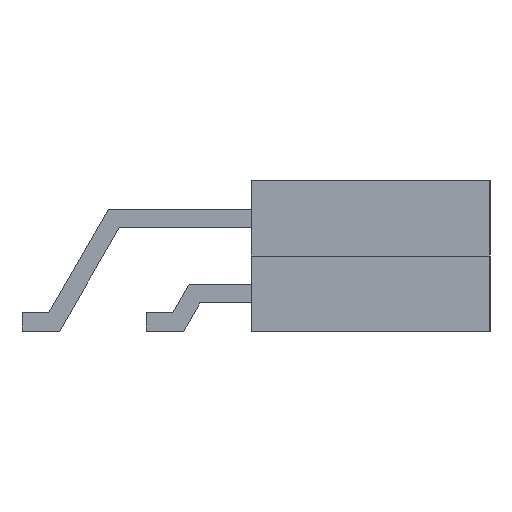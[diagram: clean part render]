
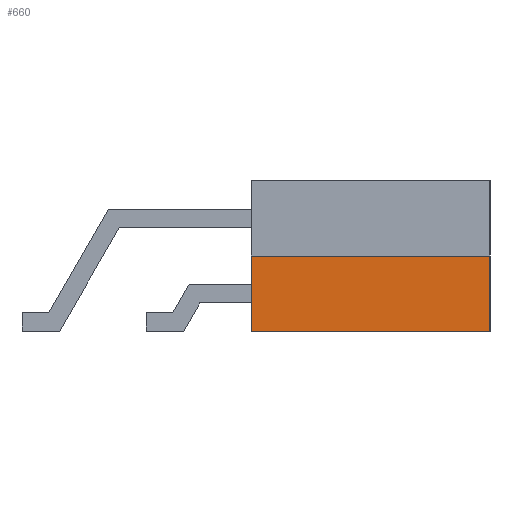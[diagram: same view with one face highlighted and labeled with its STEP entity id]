
A CAD part, left-side view. The second image highlights one B-rep face of the part: STEP entity #660.
In plain terms, the highlighted planar face has unit normal (-1, 0, 0).
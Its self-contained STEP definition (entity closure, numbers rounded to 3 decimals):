
#51 = PLANE('',#52);
#52 = AXIS2_PLACEMENT_3D('',#53,#54,#55);
#53 = CARTESIAN_POINT('',(1.25,0.,0.));
#54 = DIRECTION('',(0.,-1.,0.));
#55 = DIRECTION('',(-1.,0.,0.));
#190 = VERTEX_POINT('',#191);
#191 = CARTESIAN_POINT('',(-0.75,0.,2.));
#205 = PLANE('',#206);
#206 = AXIS2_PLACEMENT_3D('',#207,#208,#209);
#207 = CARTESIAN_POINT('',(-0.75,0.,2.));
#208 = DIRECTION('',(0.,0.,1.));
#209 = DIRECTION('',(1.,0.,0.));
#217 = EDGE_CURVE('',#218,#190,#220,.T.);
#218 = VERTEX_POINT('',#219);
#219 = CARTESIAN_POINT('',(-0.75,0.,0.));
#220 = SURFACE_CURVE('',#221,(#225,#232),.PCURVE_S1.);
#221 = LINE('',#222,#223);
#222 = CARTESIAN_POINT('',(-0.75,0.,0.));
#223 = VECTOR('',#224,1.);
#224 = DIRECTION('',(0.,0.,1.));
#225 = PCURVE('',#51,#226);
#226 = DEFINITIONAL_REPRESENTATION('',(#227),#231);
#227 = LINE('',#228,#229);
#228 = CARTESIAN_POINT('',(2.,0.));
#229 = VECTOR('',#230,1.);
#230 = DIRECTION('',(0.,-1.));
#231 = ( GEOMETRIC_REPRESENTATION_CONTEXT(2) 
PARAMETRIC_REPRESENTATION_CONTEXT() REPRESENTATION_CONTEXT('2D SPACE',''
  ) );
#232 = PCURVE('',#233,#238);
#233 = PLANE('',#234);
#234 = AXIS2_PLACEMENT_3D('',#235,#236,#237);
#235 = CARTESIAN_POINT('',(-0.75,0.,0.));
#236 = DIRECTION('',(-1.,0.,0.));
#237 = DIRECTION('',(0.,1.,0.));
#238 = DEFINITIONAL_REPRESENTATION('',(#239),#243);
#239 = LINE('',#240,#241);
#240 = CARTESIAN_POINT('',(0.,0.));
#241 = VECTOR('',#242,1.);
#242 = DIRECTION('',(0.,-1.));
#243 = ( GEOMETRIC_REPRESENTATION_CONTEXT(2) 
PARAMETRIC_REPRESENTATION_CONTEXT() REPRESENTATION_CONTEXT('2D SPACE',''
  ) );
#259 = PLANE('',#260);
#260 = AXIS2_PLACEMENT_3D('',#261,#262,#263);
#261 = CARTESIAN_POINT('',(-0.75,0.,0.));
#262 = DIRECTION('',(0.,0.,1.));
#263 = DIRECTION('',(1.,0.,0.));
#508 = PLANE('',#509);
#509 = AXIS2_PLACEMENT_3D('',#510,#511,#512);
#510 = CARTESIAN_POINT('',(-0.75,6.35,0.));
#511 = DIRECTION('',(0.,1.,0.));
#512 = DIRECTION('',(1.,0.,0.));
#566 = EDGE_CURVE('',#218,#567,#569,.T.);
#567 = VERTEX_POINT('',#568);
#568 = CARTESIAN_POINT('',(-0.75,6.35,0.));
#569 = SURFACE_CURVE('',#570,(#574,#581),.PCURVE_S1.);
#570 = LINE('',#571,#572);
#571 = CARTESIAN_POINT('',(-0.75,0.,0.));
#572 = VECTOR('',#573,1.);
#573 = DIRECTION('',(0.,1.,0.));
#574 = PCURVE('',#259,#575);
#575 = DEFINITIONAL_REPRESENTATION('',(#576),#580);
#576 = LINE('',#577,#578);
#577 = CARTESIAN_POINT('',(0.,0.));
#578 = VECTOR('',#579,1.);
#579 = DIRECTION('',(0.,1.));
#580 = ( GEOMETRIC_REPRESENTATION_CONTEXT(2) 
PARAMETRIC_REPRESENTATION_CONTEXT() REPRESENTATION_CONTEXT('2D SPACE',''
  ) );
#581 = PCURVE('',#233,#582);
#582 = DEFINITIONAL_REPRESENTATION('',(#583),#587);
#583 = LINE('',#584,#585);
#584 = CARTESIAN_POINT('',(0.,0.));
#585 = VECTOR('',#586,1.);
#586 = DIRECTION('',(1.,0.));
#587 = ( GEOMETRIC_REPRESENTATION_CONTEXT(2) 
PARAMETRIC_REPRESENTATION_CONTEXT() REPRESENTATION_CONTEXT('2D SPACE',''
  ) );
#615 = EDGE_CURVE('',#190,#616,#618,.T.);
#616 = VERTEX_POINT('',#617);
#617 = CARTESIAN_POINT('',(-0.75,6.35,2.));
#618 = SURFACE_CURVE('',#619,(#623,#630),.PCURVE_S1.);
#619 = LINE('',#620,#621);
#620 = CARTESIAN_POINT('',(-0.75,0.,2.));
#621 = VECTOR('',#622,1.);
#622 = DIRECTION('',(0.,1.,0.));
#623 = PCURVE('',#205,#624);
#624 = DEFINITIONAL_REPRESENTATION('',(#625),#629);
#625 = LINE('',#626,#627);
#626 = CARTESIAN_POINT('',(0.,0.));
#627 = VECTOR('',#628,1.);
#628 = DIRECTION('',(0.,1.));
#629 = ( GEOMETRIC_REPRESENTATION_CONTEXT(2) 
PARAMETRIC_REPRESENTATION_CONTEXT() REPRESENTATION_CONTEXT('2D SPACE',''
  ) );
#630 = PCURVE('',#233,#631);
#631 = DEFINITIONAL_REPRESENTATION('',(#632),#636);
#632 = LINE('',#633,#634);
#633 = CARTESIAN_POINT('',(0.,-2.));
#634 = VECTOR('',#635,1.);
#635 = DIRECTION('',(1.,0.));
#636 = ( GEOMETRIC_REPRESENTATION_CONTEXT(2) 
PARAMETRIC_REPRESENTATION_CONTEXT() REPRESENTATION_CONTEXT('2D SPACE',''
  ) );
#660 = ADVANCED_FACE('',(#661),#233,.T.);
#661 = FACE_BOUND('',#662,.T.);
#662 = EDGE_LOOP('',(#663,#664,#665,#686));
#663 = ORIENTED_EDGE('',*,*,#217,.T.);
#664 = ORIENTED_EDGE('',*,*,#615,.T.);
#665 = ORIENTED_EDGE('',*,*,#666,.F.);
#666 = EDGE_CURVE('',#567,#616,#667,.T.);
#667 = SURFACE_CURVE('',#668,(#672,#679),.PCURVE_S1.);
#668 = LINE('',#669,#670);
#669 = CARTESIAN_POINT('',(-0.75,6.35,0.));
#670 = VECTOR('',#671,1.);
#671 = DIRECTION('',(0.,0.,1.));
#672 = PCURVE('',#233,#673);
#673 = DEFINITIONAL_REPRESENTATION('',(#674),#678);
#674 = LINE('',#675,#676);
#675 = CARTESIAN_POINT('',(6.35,0.));
#676 = VECTOR('',#677,1.);
#677 = DIRECTION('',(0.,-1.));
#678 = ( GEOMETRIC_REPRESENTATION_CONTEXT(2) 
PARAMETRIC_REPRESENTATION_CONTEXT() REPRESENTATION_CONTEXT('2D SPACE',''
  ) );
#679 = PCURVE('',#508,#680);
#680 = DEFINITIONAL_REPRESENTATION('',(#681),#685);
#681 = LINE('',#682,#683);
#682 = CARTESIAN_POINT('',(0.,0.));
#683 = VECTOR('',#684,1.);
#684 = DIRECTION('',(0.,-1.));
#685 = ( GEOMETRIC_REPRESENTATION_CONTEXT(2) 
PARAMETRIC_REPRESENTATION_CONTEXT() REPRESENTATION_CONTEXT('2D SPACE',''
  ) );
#686 = ORIENTED_EDGE('',*,*,#566,.F.);
